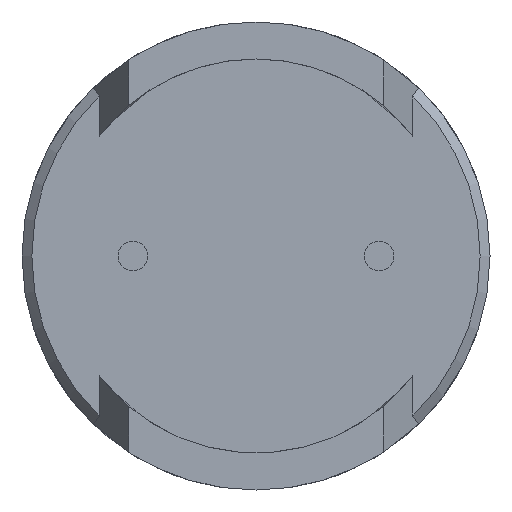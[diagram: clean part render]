
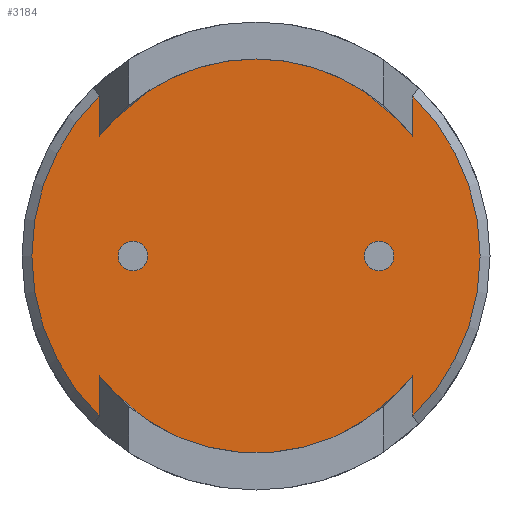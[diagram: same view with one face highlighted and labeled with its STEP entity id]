
A CAD part, front view. The second image highlights one B-rep face of the part: STEP entity #3184.
In plain terms, the highlighted planar face has unit normal (0, -1, 0).
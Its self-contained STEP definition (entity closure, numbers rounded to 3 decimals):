
#41 = CIRCLE ( 'NONE', #3039, 4. ) ;
#87 = CARTESIAN_POINT ( 'NONE',  ( -3.185, 0., -4.75 ) ) ;
#142 = VERTEX_POINT ( 'NONE', #2047 ) ;
#167 = ORIENTED_EDGE ( 'NONE', *, *, #1426, .T. ) ;
#195 = AXIS2_PLACEMENT_3D ( 'NONE', #2260, #2575, #1503 ) ;
#228 = VECTOR ( 'NONE', #350, 1000. ) ;
#260 = AXIS2_PLACEMENT_3D ( 'NONE', #1693, #2134, #616 ) ;
#350 = DIRECTION ( 'NONE',  ( 0., 0., 1. ) ) ;
#377 = EDGE_CURVE ( 'NONE', #142, #1869, #2198, .T. ) ;
#405 = CARTESIAN_POINT ( 'NONE',  ( 0., 0., 0. ) ) ;
#412 = DIRECTION ( 'NONE',  ( 0., 0., -1. ) ) ;
#417 = ORIENTED_EDGE ( 'NONE', *, *, #1780, .F. ) ;
#481 = DIRECTION ( 'NONE',  ( 0., 1., 0. ) ) ;
#494 = VECTOR ( 'NONE', #2403, 1000. ) ;
#563 = LINE ( 'NONE', #2344, #1360 ) ;
#616 = DIRECTION ( 'NONE',  ( 0., 0., -1. ) ) ;
#635 = ORIENTED_EDGE ( 'NONE', *, *, #2077, .T. ) ;
#649 = DIRECTION ( 'NONE',  ( 0., 0., 1. ) ) ;
#702 = EDGE_CURVE ( 'NONE', #3055, #753, #1837, .T. ) ;
#711 = CARTESIAN_POINT ( 'NONE',  ( 2.5, 0., 0. ) ) ;
#723 = CARTESIAN_POINT ( 'NONE',  ( -2.5, 0., -0.3 ) ) ;
#750 = PLANE ( 'NONE',  #1437 ) ;
#753 = VERTEX_POINT ( 'NONE', #2098 ) ;
#781 = EDGE_CURVE ( 'NONE', #3209, #1459, #3237, .T. ) ;
#784 = DIRECTION ( 'NONE',  ( 0., 0., 1. ) ) ;
#981 = AXIS2_PLACEMENT_3D ( 'NONE', #405, #2176, #649 ) ;
#989 = ORIENTED_EDGE ( 'NONE', *, *, #1042, .T. ) ;
#1042 = EDGE_CURVE ( 'NONE', #1869, #142, #1555, .T. ) ;
#1055 = VERTEX_POINT ( 'NONE', #1491 ) ;
#1062 = ORIENTED_EDGE ( 'NONE', *, *, #781, .F. ) ;
#1078 = ORIENTED_EDGE ( 'NONE', *, *, #3113, .T. ) ;
#1112 = AXIS2_PLACEMENT_3D ( 'NONE', #711, #1190, #1199 ) ;
#1120 = CIRCLE ( 'NONE', #981, 4.55 ) ;
#1123 = VERTEX_POINT ( 'NONE', #2011 ) ;
#1127 = FACE_BOUND ( 'NONE', #1132, .T. ) ;
#1128 = VERTEX_POINT ( 'NONE', #1308 ) ;
#1132 = EDGE_LOOP ( 'NONE', ( #989, #2883 ) ) ;
#1142 = EDGE_CURVE ( 'NONE', #1952, #1128, #563, .T. ) ;
#1158 = EDGE_CURVE ( 'NONE', #1952, #753, #3036, .T. ) ;
#1162 = CARTESIAN_POINT ( 'NONE',  ( 2.5, 0., 0. ) ) ;
#1190 = DIRECTION ( 'NONE',  ( 0., 1., 0. ) ) ;
#1199 = DIRECTION ( 'NONE',  ( 0., 0., -1. ) ) ;
#1308 = CARTESIAN_POINT ( 'NONE',  ( 3.185, 0., -2.419 ) ) ;
#1311 = CARTESIAN_POINT ( 'NONE',  ( 3.185, 0., -4.75 ) ) ;
#1312 = ORIENTED_EDGE ( 'NONE', *, *, #1158, .T. ) ;
#1360 = VECTOR ( 'NONE', #3258, 1000. ) ;
#1423 = DIRECTION ( 'NONE',  ( 0., 0., -1. ) ) ;
#1426 = EDGE_CURVE ( 'NONE', #1705, #1123, #2007, .T. ) ;
#1428 = DIRECTION ( 'NONE',  ( 0., 1., 0. ) ) ;
#1437 = AXIS2_PLACEMENT_3D ( 'NONE', #1993, #481, #2516 ) ;
#1449 = CARTESIAN_POINT ( 'NONE',  ( 3.185, 0., -3.249 ) ) ;
#1459 = VERTEX_POINT ( 'NONE', #3170 ) ;
#1473 = DIRECTION ( 'NONE',  ( 0., 0., -1. ) ) ;
#1491 = CARTESIAN_POINT ( 'NONE',  ( 0., 0., 4. ) ) ;
#1492 = CIRCLE ( 'NONE', #2216, 4. ) ;
#1500 = EDGE_CURVE ( 'NONE', #1055, #1705, #2864, .T. ) ;
#1503 = DIRECTION ( 'NONE',  ( 0., 0., 1. ) ) ;
#1532 = FACE_OUTER_BOUND ( 'NONE', #3103, .T. ) ;
#1555 = CIRCLE ( 'NONE', #1112, 0.3 ) ;
#1632 = DIRECTION ( 'NONE',  ( 0., -1., 0. ) ) ;
#1655 = CARTESIAN_POINT ( 'NONE',  ( 2.5, 0., 0.3 ) ) ;
#1693 = CARTESIAN_POINT ( 'NONE',  ( 0., 0., 0. ) ) ;
#1700 = ORIENTED_EDGE ( 'NONE', *, *, #1500, .T. ) ;
#1705 = VERTEX_POINT ( 'NONE', #2292 ) ;
#1710 = VERTEX_POINT ( 'NONE', #2997 ) ;
#1732 = ORIENTED_EDGE ( 'NONE', *, *, #1976, .T. ) ;
#1759 = AXIS2_PLACEMENT_3D ( 'NONE', #2600, #1632, #2611 ) ;
#1764 = AXIS2_PLACEMENT_3D ( 'NONE', #2817, #2827, #3079 ) ;
#1780 = EDGE_CURVE ( 'NONE', #1459, #3209, #3162, .T. ) ;
#1819 = ORIENTED_EDGE ( 'NONE', *, *, #1142, .F. ) ;
#1837 = LINE ( 'NONE', #1311, #2585 ) ;
#1869 = VERTEX_POINT ( 'NONE', #1655 ) ;
#1894 = AXIS2_PLACEMENT_3D ( 'NONE', #1162, #1428, #412 ) ;
#1952 = VERTEX_POINT ( 'NONE', #1449 ) ;
#1971 = FACE_BOUND ( 'NONE', #3225, .T. ) ;
#1976 = EDGE_CURVE ( 'NONE', #2948, #1128, #41, .T. ) ;
#1993 = CARTESIAN_POINT ( 'NONE',  ( 0., 0., 0. ) ) ;
#2007 = LINE ( 'NONE', #2147, #494 ) ;
#2011 = CARTESIAN_POINT ( 'NONE',  ( -3.185, 0., 3.249 ) ) ;
#2047 = CARTESIAN_POINT ( 'NONE',  ( 2.5, 0., -0.3 ) ) ;
#2077 = EDGE_CURVE ( 'NONE', #3055, #1055, #1492, .T. ) ;
#2098 = CARTESIAN_POINT ( 'NONE',  ( 3.185, 0., 3.249 ) ) ;
#2134 = DIRECTION ( 'NONE',  ( 0., -1., 0. ) ) ;
#2147 = CARTESIAN_POINT ( 'NONE',  ( -3.185, 0., -4.75 ) ) ;
#2176 = DIRECTION ( 'NONE',  ( 0., -1., 0. ) ) ;
#2198 = CIRCLE ( 'NONE', #1894, 0.3 ) ;
#2216 = AXIS2_PLACEMENT_3D ( 'NONE', #2460, #2706, #1473 ) ;
#2260 = CARTESIAN_POINT ( 'NONE',  ( 0., 0., 0. ) ) ;
#2292 = CARTESIAN_POINT ( 'NONE',  ( -3.185, 0., 2.419 ) ) ;
#2323 = LINE ( 'NONE', #87, #228 ) ;
#2344 = CARTESIAN_POINT ( 'NONE',  ( 3.185, 0., -4.75 ) ) ;
#2403 = DIRECTION ( 'NONE',  ( 0., 0., 1. ) ) ;
#2460 = CARTESIAN_POINT ( 'NONE',  ( 0., 0., 0. ) ) ;
#2499 = CARTESIAN_POINT ( 'NONE',  ( -3.185, 0., -2.419 ) ) ;
#2516 = DIRECTION ( 'NONE',  ( 0., 0., 1. ) ) ;
#2575 = DIRECTION ( 'NONE',  ( 0., -1., 0. ) ) ;
#2585 = VECTOR ( 'NONE', #784, 1000. ) ;
#2600 = CARTESIAN_POINT ( 'NONE',  ( -2.5, 0., 0. ) ) ;
#2611 = DIRECTION ( 'NONE',  ( 0., 0., 1. ) ) ;
#2697 = DIRECTION ( 'NONE',  ( 0., -1., 0. ) ) ;
#2706 = DIRECTION ( 'NONE',  ( 0., -1., 0. ) ) ;
#2805 = CARTESIAN_POINT ( 'NONE',  ( 3.185, 0., 2.419 ) ) ;
#2809 = ORIENTED_EDGE ( 'NONE', *, *, #2896, .T. ) ;
#2817 = CARTESIAN_POINT ( 'NONE',  ( -2.5, 0., 0. ) ) ;
#2827 = DIRECTION ( 'NONE',  ( 0., -1., 0. ) ) ;
#2864 = CIRCLE ( 'NONE', #260, 4. ) ;
#2883 = ORIENTED_EDGE ( 'NONE', *, *, #377, .T. ) ;
#2896 = EDGE_CURVE ( 'NONE', #1123, #1710, #1120, .T. ) ;
#2948 = VERTEX_POINT ( 'NONE', #2499 ) ;
#2997 = CARTESIAN_POINT ( 'NONE',  ( -3.185, 0., -3.249 ) ) ;
#3034 = ORIENTED_EDGE ( 'NONE', *, *, #702, .F. ) ;
#3036 = CIRCLE ( 'NONE', #195, 4.55 ) ;
#3039 = AXIS2_PLACEMENT_3D ( 'NONE', #3195, #2697, #1423 ) ;
#3055 = VERTEX_POINT ( 'NONE', #2805 ) ;
#3079 = DIRECTION ( 'NONE',  ( 0., 0., 1. ) ) ;
#3103 = EDGE_LOOP ( 'NONE', ( #1819, #1312, #3034, #635, #1700, #167, #2809, #1078, #1732 ) ) ;
#3113 = EDGE_CURVE ( 'NONE', #1710, #2948, #2323, .T. ) ;
#3162 = CIRCLE ( 'NONE', #1764, 0.3 ) ;
#3170 = CARTESIAN_POINT ( 'NONE',  ( -2.5, 0., 0.3 ) ) ;
#3184 = ADVANCED_FACE ( 'NONE', ( #1127, #1532, #1971 ), #750, .F. ) ;
#3195 = CARTESIAN_POINT ( 'NONE',  ( 0., 0., 0. ) ) ;
#3209 = VERTEX_POINT ( 'NONE', #723 ) ;
#3225 = EDGE_LOOP ( 'NONE', ( #417, #1062 ) ) ;
#3237 = CIRCLE ( 'NONE', #1759, 0.3 ) ;
#3258 = DIRECTION ( 'NONE',  ( 0., 0., 1. ) ) ;
